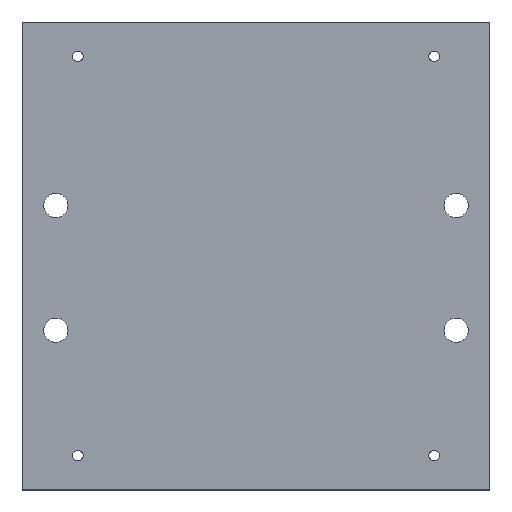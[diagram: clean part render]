
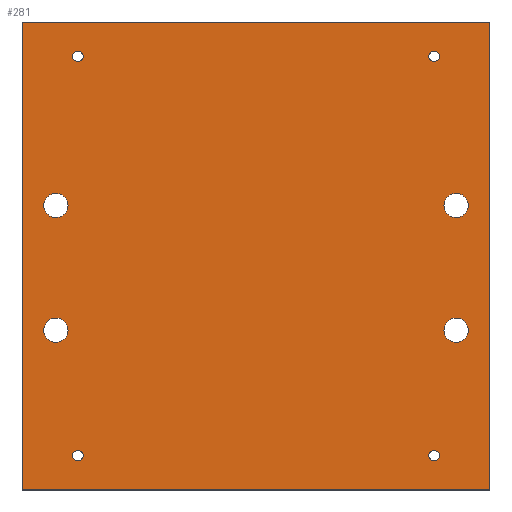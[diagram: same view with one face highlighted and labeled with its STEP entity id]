
A CAD part, top view. The second image highlights one B-rep face of the part: STEP entity #281.
In plain terms, the highlighted planar face has unit normal (0, 0, 1).
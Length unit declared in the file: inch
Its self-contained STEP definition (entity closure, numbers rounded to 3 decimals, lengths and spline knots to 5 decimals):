
#23=FACE_BOUND('',#74,.T.);
#24=FACE_BOUND('',#75,.T.);
#25=FACE_BOUND('',#76,.T.);
#26=FACE_BOUND('',#77,.T.);
#27=FACE_BOUND('',#78,.T.);
#28=FACE_BOUND('',#79,.T.);
#29=FACE_BOUND('',#80,.T.);
#30=FACE_BOUND('',#81,.T.);
#39=CIRCLE('',#310,0.06725);
#40=CIRCLE('',#311,0.06725);
#41=CIRCLE('',#312,0.06725);
#42=CIRCLE('',#313,0.06725);
#43=CIRCLE('',#314,0.15625);
#44=CIRCLE('',#315,0.15625);
#45=CIRCLE('',#316,0.15625);
#46=CIRCLE('',#317,0.15625);
#59=FACE_OUTER_BOUND('',#73,.T.);
#73=EDGE_LOOP('',(#215,#216,#217,#218));
#74=EDGE_LOOP('',(#219));
#75=EDGE_LOOP('',(#220));
#76=EDGE_LOOP('',(#221));
#77=EDGE_LOOP('',(#222));
#78=EDGE_LOOP('',(#223));
#79=EDGE_LOOP('',(#224));
#80=EDGE_LOOP('',(#225));
#81=EDGE_LOOP('',(#226));
#101=LINE('',#425,#121);
#105=LINE('',#432,#125);
#108=LINE('',#438,#128);
#110=LINE('',#441,#130);
#121=VECTOR('',#341,6.);
#125=VECTOR('',#347,6.);
#128=VECTOR('',#352,6.);
#130=VECTOR('',#356,6.);
#141=VERTEX_POINT('',#422);
#142=VERTEX_POINT('',#424);
#144=VERTEX_POINT('',#430);
#146=VERTEX_POINT('',#436);
#147=VERTEX_POINT('',#443);
#148=VERTEX_POINT('',#445);
#149=VERTEX_POINT('',#447);
#150=VERTEX_POINT('',#449);
#151=VERTEX_POINT('',#451);
#152=VERTEX_POINT('',#453);
#153=VERTEX_POINT('',#455);
#154=VERTEX_POINT('',#457);
#165=EDGE_CURVE('',#142,#141,#101,.T.);
#169=EDGE_CURVE('',#141,#144,#105,.T.);
#172=EDGE_CURVE('',#144,#146,#108,.T.);
#174=EDGE_CURVE('',#146,#142,#110,.T.);
#175=EDGE_CURVE('',#147,#147,#39,.F.);
#176=EDGE_CURVE('',#148,#148,#40,.F.);
#177=EDGE_CURVE('',#149,#149,#41,.F.);
#178=EDGE_CURVE('',#150,#150,#42,.F.);
#179=EDGE_CURVE('',#151,#151,#43,.T.);
#180=EDGE_CURVE('',#152,#152,#44,.T.);
#181=EDGE_CURVE('',#153,#153,#45,.T.);
#182=EDGE_CURVE('',#154,#154,#46,.T.);
#215=ORIENTED_EDGE('',*,*,#165,.T.);
#216=ORIENTED_EDGE('',*,*,#169,.T.);
#217=ORIENTED_EDGE('',*,*,#172,.T.);
#218=ORIENTED_EDGE('',*,*,#174,.T.);
#219=ORIENTED_EDGE('',*,*,#175,.T.);
#220=ORIENTED_EDGE('',*,*,#176,.T.);
#221=ORIENTED_EDGE('',*,*,#177,.T.);
#222=ORIENTED_EDGE('',*,*,#178,.T.);
#223=ORIENTED_EDGE('',*,*,#179,.T.);
#224=ORIENTED_EDGE('',*,*,#180,.T.);
#225=ORIENTED_EDGE('',*,*,#181,.T.);
#226=ORIENTED_EDGE('',*,*,#182,.T.);
#275=PLANE('',#309);
#281=ADVANCED_FACE('',(#59,#23,#24,#25,#26,#27,#28,#29,#30),#275,.F.);
#309=AXIS2_PLACEMENT_3D('',#442,#357,#358);
#310=AXIS2_PLACEMENT_3D('',#444,#359,#360);
#311=AXIS2_PLACEMENT_3D('',#446,#361,#362);
#312=AXIS2_PLACEMENT_3D('',#448,#363,#364);
#313=AXIS2_PLACEMENT_3D('',#450,#365,#366);
#314=AXIS2_PLACEMENT_3D('',#452,#367,#368);
#315=AXIS2_PLACEMENT_3D('',#454,#369,#370);
#316=AXIS2_PLACEMENT_3D('',#456,#371,#372);
#317=AXIS2_PLACEMENT_3D('',#458,#373,#374);
#341=DIRECTION('',(0.,1.,0.));
#347=DIRECTION('',(-1.,0.,0.));
#352=DIRECTION('',(0.,-1.,0.));
#356=DIRECTION('',(1.,0.,0.));
#357=DIRECTION('center_axis',(0.,0.,-1.));
#358=DIRECTION('ref_axis',(-1.,0.,0.));
#359=DIRECTION('center_axis',(0.,0.,1.));
#360=DIRECTION('ref_axis',(-1.,0.,0.));
#361=DIRECTION('center_axis',(0.,0.,1.));
#362=DIRECTION('ref_axis',(-1.,0.,0.));
#363=DIRECTION('center_axis',(0.,0.,1.));
#364=DIRECTION('ref_axis',(-1.,0.,0.));
#365=DIRECTION('center_axis',(0.,0.,1.));
#366=DIRECTION('ref_axis',(-1.,0.,0.));
#367=DIRECTION('center_axis',(0.,0.,-1.));
#368=DIRECTION('ref_axis',(-1.,0.,0.));
#369=DIRECTION('center_axis',(0.,0.,-1.));
#370=DIRECTION('ref_axis',(-1.,0.,0.));
#371=DIRECTION('center_axis',(0.,0.,-1.));
#372=DIRECTION('ref_axis',(-1.,0.,0.));
#373=DIRECTION('center_axis',(0.,0.,-1.));
#374=DIRECTION('ref_axis',(-1.,0.,0.));
#422=CARTESIAN_POINT('',(3.,3.,0.25));
#424=CARTESIAN_POINT('',(3.,-3.,0.25));
#425=CARTESIAN_POINT('',(3.,-3.,0.25));
#430=CARTESIAN_POINT('',(-3.,3.,0.25));
#432=CARTESIAN_POINT('',(3.,3.,0.25));
#436=CARTESIAN_POINT('',(-3.,-3.,0.25));
#438=CARTESIAN_POINT('',(-3.,3.,0.25));
#441=CARTESIAN_POINT('',(-3.,-3.,0.25));
#442=CARTESIAN_POINT('Origin',(0.,-4.44882,0.25));
#443=CARTESIAN_POINT('',(2.35071,2.55906,0.25));
#444=CARTESIAN_POINT('Origin',(2.28346,2.55906,0.25));
#445=CARTESIAN_POINT('',(-2.21621,2.55906,0.25));
#446=CARTESIAN_POINT('Origin',(-2.28346,2.55906,0.25));
#447=CARTESIAN_POINT('',(-2.21621,-2.55906,0.25));
#448=CARTESIAN_POINT('Origin',(-2.28346,-2.55906,0.25));
#449=CARTESIAN_POINT('',(2.35071,-2.55906,0.25));
#450=CARTESIAN_POINT('Origin',(2.28346,-2.55906,0.25));
#451=CARTESIAN_POINT('',(-2.40975,-0.95248,0.25));
#452=CARTESIAN_POINT('Origin',(-2.566,-0.95248,0.25));
#453=CARTESIAN_POINT('',(-2.40975,0.64752,0.25));
#454=CARTESIAN_POINT('Origin',(-2.566,0.64752,0.25));
#455=CARTESIAN_POINT('',(2.72225,0.64752,0.25));
#456=CARTESIAN_POINT('Origin',(2.566,0.64752,0.25));
#457=CARTESIAN_POINT('',(2.72225,-0.95248,0.25));
#458=CARTESIAN_POINT('Origin',(2.566,-0.95248,0.25));
